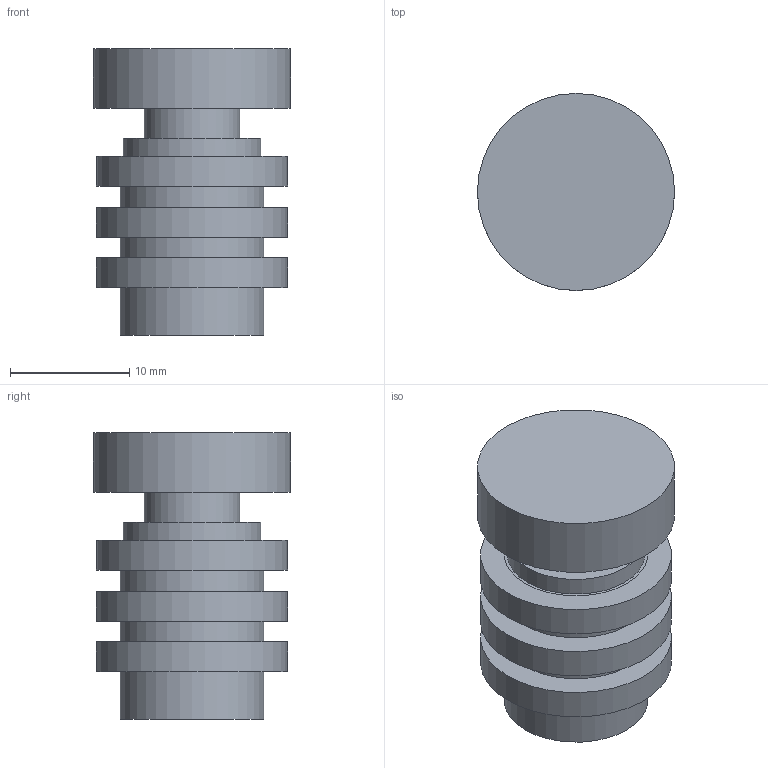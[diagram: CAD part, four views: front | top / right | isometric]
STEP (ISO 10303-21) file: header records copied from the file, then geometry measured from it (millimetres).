
FILE_DESCRIPTION(('FreeCAD Model'),'2;1');
FILE_NAME('Open CASCADE Shape Model','2023-01-07T17:08:01',(''),(''), 'Open CASCADE STEP processor 7.5','FreeCAD','Unknown');
FILE_SCHEMA(('AUTOMOTIVE_DESIGN { 1 0 10303 214 1 1 1 1 }'));
Length unit declared in the file: millimetre
Products named in the file (8): Lehle_Switch; Zylinder; Zylinder001; Zylinder003; Zylinder004; Tube; Tube001; Tube002
Assembly tree (7 placements, depth 2):
  Lehle_Switch
    Zylinder
    Zylinder001
    Zylinder003
    Zylinder004
    Tube
    Tube001
    Tube002
Bounding box: 16.5 x 16.5 x 24 mm (x, y, z)
Volume: 3706.8 mm3; surface area: 3091.3 mm2
Topology: 7 solids, 7 shells, 24 faces, 30 edges, 20 vertices
Faces by surface type: plane 14, cylinder 10
Full cylindrical faces by diameter (mm): 8 x1, 11.5 x1, 12 x4, 16 x3, 16.5 x1
Entity records: 704 total; most frequent: DIRECTION 114, CARTESIAN_POINT 82, ORIENTED_EDGE 60, AXIS2_PLACEMENT_3D 52, FACE_BOUND 30, EDGE_LOOP 30, EDGE_CURVE 30, ADVANCED_FACE 24
